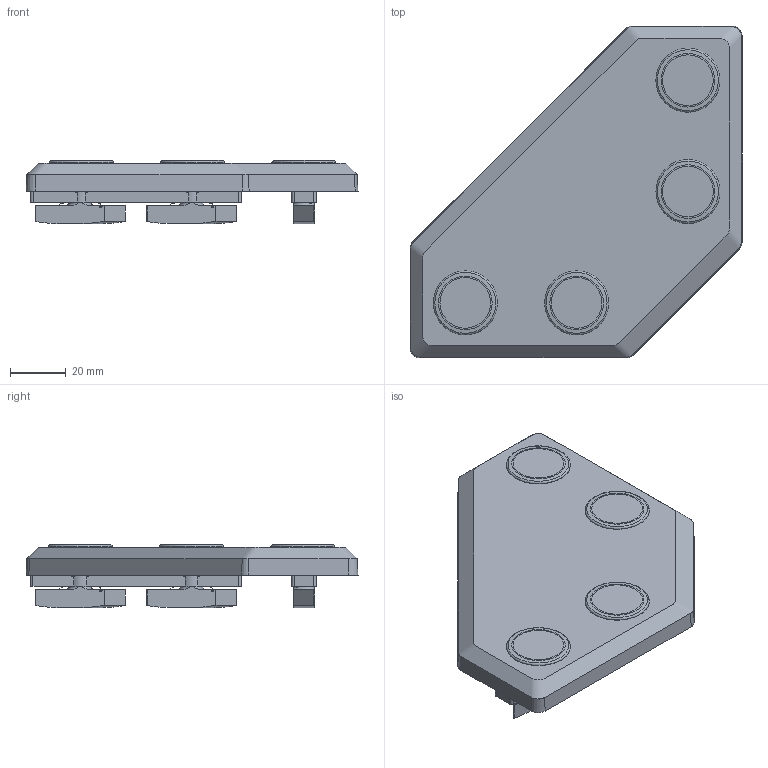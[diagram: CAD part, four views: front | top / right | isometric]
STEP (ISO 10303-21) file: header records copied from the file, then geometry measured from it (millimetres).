
FILE_DESCRIPTION(/* description */ ('STEP AP214'),/* implementation_level */ '2;1');
FILE_NAME(/* name */ '1025177.stp',/* time_stamp */ '2024-05-07T09:26:59+02:00',/* author */ ('b.steehouwer'),/* organization */ ('CADENAS'),/* preprocessor_version */ 'ST-DEVELOPER v18.1',/* originating_system */ 'Autodesk Inventor 2021',/* authorisation */ ' ');
FILE_SCHEMA (('AUTOMOTIVE_DESIGN { 1 0 10303 214 3 1 1 }'));
Length unit declared in the file: millimetre
Products named in the file (10): 1025177; 1025177-1; 1025177-2; 1025177-3; 1025177-4; 1025177-5; 1025177-6; 1025177-7; 1025177-8; 1025177-9
Assembly tree (9 placements, depth 2):
  1025177
    1025177-1
    1025177-2
    1025177-3
    1025177-4
    1025177-5
    1025177-6
    1025177-7
    1025177-8
    1025177-9
Bounding box: 119.29 x 119.29 x 22.7 mm (x, y, z)
Volume: 108258.9 mm3; surface area: 36579.3 mm2
Topology: 9 solids, 13 shells, 485 faces, 1129 edges, 668 vertices
Faces by surface type: plane 185, cylinder 144, cone 62, torus 53, sphere 40, bspline 1
Full cylindrical faces by diameter (mm): 5 x4, 6.647 x8, 8 x4, 8.14 x4, 21.3 x4
Entity records: 16615 total; most frequent: CARTESIAN_POINT 5088, DIRECTION 2502, ORIENTED_EDGE 2154, EDGE_CURVE 1077, AXIS2_PLACEMENT_3D 1030, VERTEX_POINT 668, EDGE_LOOP 535, CIRCLE 487
